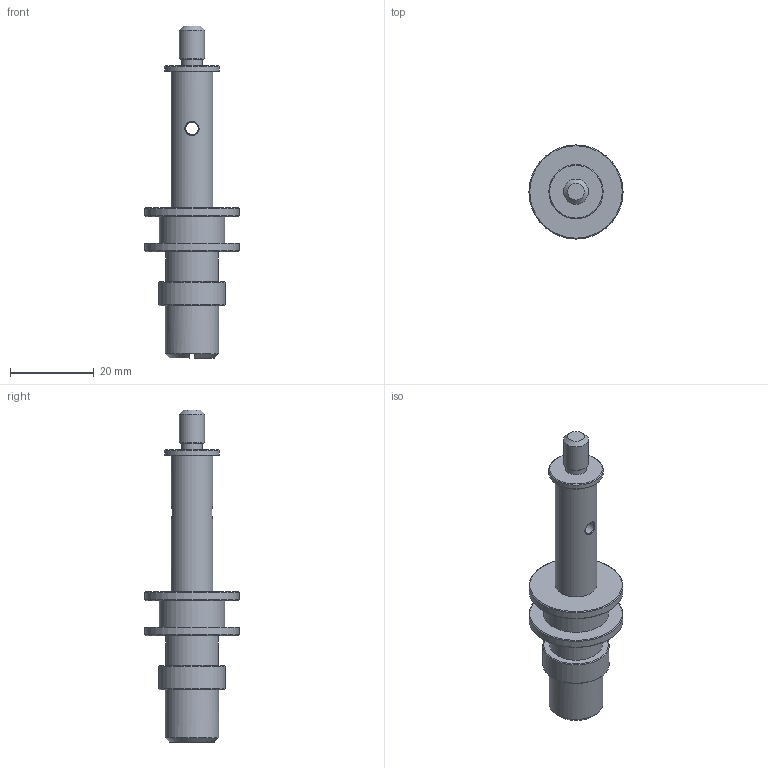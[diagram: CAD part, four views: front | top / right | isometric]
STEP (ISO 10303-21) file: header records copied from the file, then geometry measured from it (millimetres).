
FILE_DESCRIPTION(('FreeCAD Model'),'2;1');
FILE_NAME('Open CASCADE Shape Model','2025-03-31T22:35:58',('FreeCAD'),( 'FreeCAD'),'Open CASCADE STEP processor 7.8','FreeCAD','Unknown');
FILE_SCHEMA(('AUTOMOTIVE_DESIGN { 1 0 10303 214 1 1 1 1 }'));
Length unit declared in the file: millimetre
Products named in the file (1): Open CASCADE STEP translator 7.8 1
Bounding box: 22.5 x 22.5 x 79.4 mm (x, y, z)
Volume: 9389.9 mm3; surface area: 4422 mm2
Topology: 1 solids, 1 shells, 41 faces, 75 edges, 45 vertices
Faces by surface type: plane 15, cylinder 11, cone 10, bspline 5
Full cylindrical faces by diameter (mm): 3 x1, 5 x1, 6 x1, 10 x1, 12.5 x1, 12.8 x1, 13 x1, 15.6 x1, 15.9 x1, 22.5 x2
Entity records: 2159 total; most frequent: CARTESIAN_POINT 1354, DIRECTION 165, ORIENTED_EDGE 150, EDGE_CURVE 75, AXIS2_PLACEMENT_3D 70, FACE_BOUND 52, EDGE_LOOP 52, VERTEX_POINT 45
